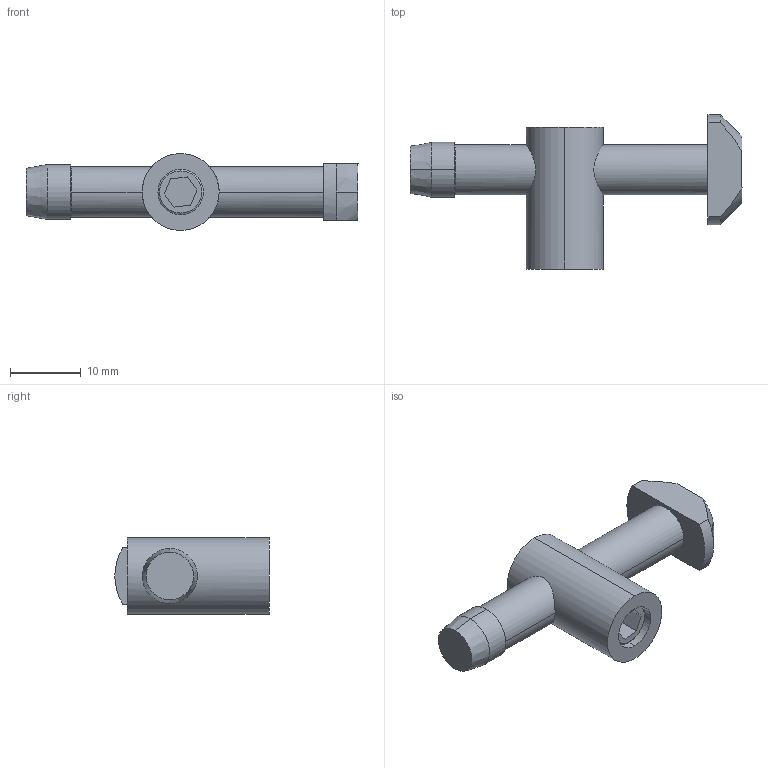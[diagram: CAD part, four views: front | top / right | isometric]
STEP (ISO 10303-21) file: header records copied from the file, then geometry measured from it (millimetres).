
FILE_DESCRIPTION (( 'STEP AP214' ), '1' );
FILE_NAME ('-6128100', '2019-02-04T09:21:41', ( '' ), ('JUGARD+KÜNSTNER GmbH'), 'SwSTEP 2.0', 'SolidWorks 2017', '' );
FILE_SCHEMA (( 'AUTOMOTIVE_DESIGN' ));
Length unit declared in the file: millimetre
Products named in the file (1): -6128100_CNAJF00
Bounding box: 46.8 x 21.75 x 10.85 mm (x, y, z)
Volume: 3529.8 mm3; surface area: 1996.2 mm2
Topology: 1 solids, 1 shells, 37 faces, 86 edges, 56 vertices
Faces by surface type: plane 15, cylinder 13, cone 9
Entity records: 1236 total; most frequent: CARTESIAN_POINT 336, DIRECTION 188, ORIENTED_EDGE 172, EDGE_CURVE 86, AXIS2_PLACEMENT_3D 72, VERTEX_POINT 56, LINE 44, VECTOR 44
